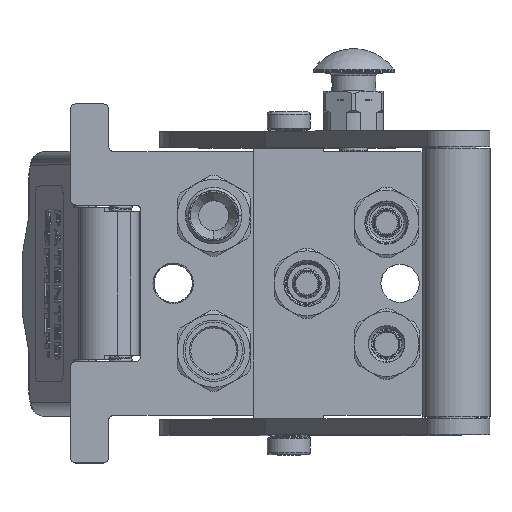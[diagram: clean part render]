
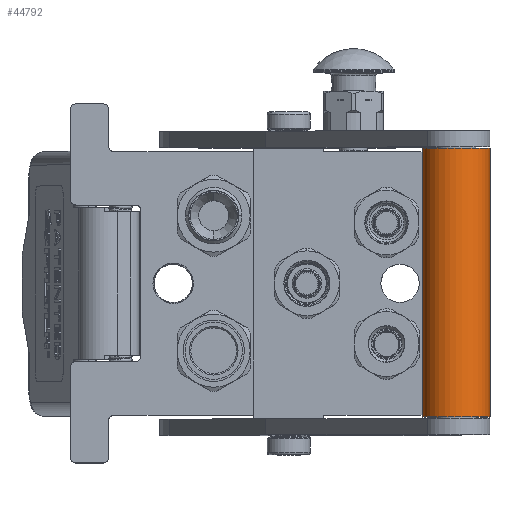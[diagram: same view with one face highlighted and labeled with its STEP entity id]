
A CAD part, top view. The second image highlights one B-rep face of the part: STEP entity #44792.
In plain terms, the highlighted cylindrical face has radius 12.5 mm (diameter 25 mm), a partial arc.
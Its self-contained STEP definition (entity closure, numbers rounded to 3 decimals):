
#2343 = ORIENTED_EDGE ( 'NONE', *, *, #147214, .T. ) ;
#4454 = DIRECTION ( 'NONE',  ( -1., 0., 0. ) ) ;
#6577 = CARTESIAN_POINT ( 'NONE',  ( 104., 0., 12.5 ) ) ;
#11765 = LINE ( 'NONE', #155657, #41622 ) ;
#13952 = DIRECTION ( 'NONE',  ( -1., 0., 0. ) ) ;
#15802 = DIRECTION ( 'NONE',  ( -1., 0., 0. ) ) ;
#18476 = EDGE_LOOP ( 'NONE', ( #2343, #99191, #61652, #151060 ) ) ;
#18834 = CARTESIAN_POINT ( 'NONE',  ( 4.5, 0., 0. ) ) ;
#26001 = AXIS2_PLACEMENT_3D ( 'NONE', #66837, #4454, #105299 ) ;
#28901 = DIRECTION ( 'NONE',  ( 0., 0., 1. ) ) ;
#35129 = VERTEX_POINT ( 'NONE', #6577 ) ;
#41622 = VECTOR ( 'NONE', #15802, 1000. ) ;
#44143 = CARTESIAN_POINT ( 'NONE',  ( 104., 0., -12.5 ) ) ;
#44792 = ADVANCED_FACE ( 'NONE', ( #135748 ), #79671, .T. ) ;
#54099 = AXIS2_PLACEMENT_3D ( 'NONE', #67296, #13952, #28901 ) ;
#61652 = ORIENTED_EDGE ( 'NONE', *, *, #74592, .F. ) ;
#66837 = CARTESIAN_POINT ( 'NONE',  ( 104., 0., 0. ) ) ;
#67296 = CARTESIAN_POINT ( 'NONE',  ( -5.425, 0., 0. ) ) ;
#74592 = EDGE_CURVE ( 'NONE', #118048, #112188, #96911, .T. ) ;
#79671 = CYLINDRICAL_SURFACE ( 'NONE', #54099, 12.5 ) ;
#94135 = EDGE_CURVE ( 'NONE', #104742, #118048, #152096, .T. ) ;
#96911 = CIRCLE ( 'NONE', #162520, 12.5 ) ;
#99191 = ORIENTED_EDGE ( 'NONE', *, *, #138775, .T. ) ;
#104742 = VERTEX_POINT ( 'NONE', #44143 ) ;
#105299 = DIRECTION ( 'NONE',  ( 0., 0., -1. ) ) ;
#105950 = DIRECTION ( 'NONE',  ( -1., 0., 0. ) ) ;
#112188 = VERTEX_POINT ( 'NONE', #151933 ) ;
#118048 = VERTEX_POINT ( 'NONE', #142736 ) ;
#118867 = CARTESIAN_POINT ( 'NONE',  ( 104., 0., -12.5 ) ) ;
#122468 = DIRECTION ( 'NONE',  ( -1., 0., 0. ) ) ;
#133117 = DIRECTION ( 'NONE',  ( 0., 0., -1. ) ) ;
#135748 = FACE_OUTER_BOUND ( 'NONE', #18476, .T. ) ;
#138775 = EDGE_CURVE ( 'NONE', #35129, #112188, #11765, .T. ) ;
#142736 = CARTESIAN_POINT ( 'NONE',  ( 4.5, 0., -12.5 ) ) ;
#147214 = EDGE_CURVE ( 'NONE', #104742, #35129, #156969, .T. ) ;
#151060 = ORIENTED_EDGE ( 'NONE', *, *, #94135, .F. ) ;
#151933 = CARTESIAN_POINT ( 'NONE',  ( 4.5, 0., 12.5 ) ) ;
#152096 = LINE ( 'NONE', #118867, #156086 ) ;
#155657 = CARTESIAN_POINT ( 'NONE',  ( 104., 0., 12.5 ) ) ;
#156086 = VECTOR ( 'NONE', #105950, 1000. ) ;
#156969 = CIRCLE ( 'NONE', #26001, 12.5 ) ;
#162520 = AXIS2_PLACEMENT_3D ( 'NONE', #18834, #122468, #133117 ) ;
